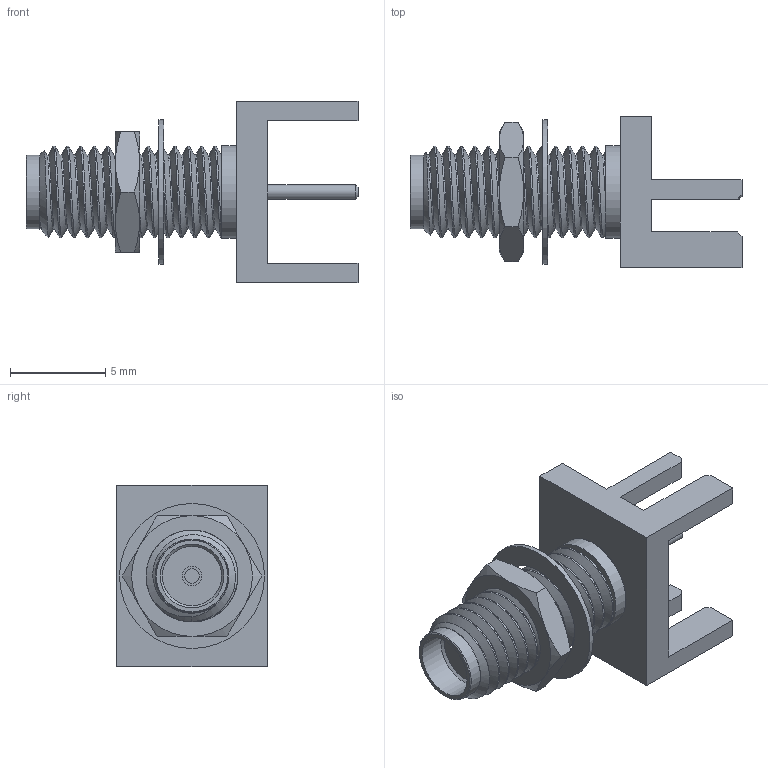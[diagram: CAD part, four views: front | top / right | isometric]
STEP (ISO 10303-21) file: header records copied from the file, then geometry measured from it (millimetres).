
FILE_DESCRIPTION (( 'STEP AP203' ), '1' );
FILE_NAME ('PE45406_3D.step', '2021-03-25T19:31:12', ( '' ), ( '' ), 'SwSTEP 2.0', 'SolidWorks 2020', '' );
FILE_SCHEMA (( 'CONFIG_CONTROL_DESIGN' ));
Length unit declared in the file: inch
Products named in the file (1): PE45406_3D
Bounding box: 17.45 x 7.92 x 9.53 mm (x, y, z)
Volume: 321.6 mm3; surface area: 762.3 mm2
Topology: 4 solids, 5 shells, 86 faces, 191 edges, 122 vertices
Faces by surface type: plane 45, cone 19, cylinder 12, bspline 10
Full cylindrical faces by diameter (mm): 0.762 x2, 1.016 x2, 2.337 x1, 3.353 x1, 3.861 x1, 4.877 x1, 5.385 x1, 7.62 x1
Entity records: 6214 total; most frequent: CARTESIAN_POINT 4441, ORIENTED_EDGE 344, DIRECTION 311, EDGE_CURVE 172, AXIS2_PLACEMENT_3D 119, VERTEX_POINT 118, EDGE_LOOP 112, FACE_OUTER_BOUND 95
